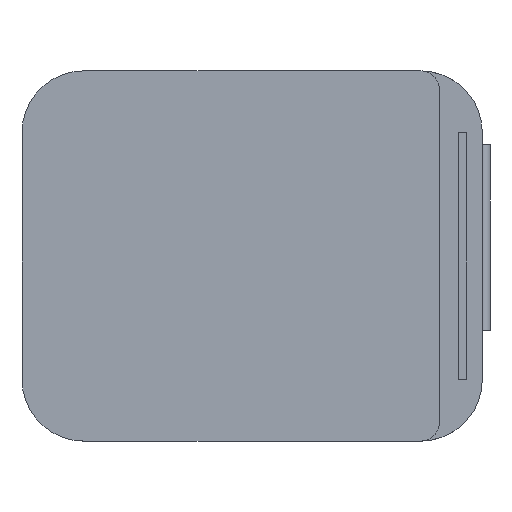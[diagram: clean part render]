
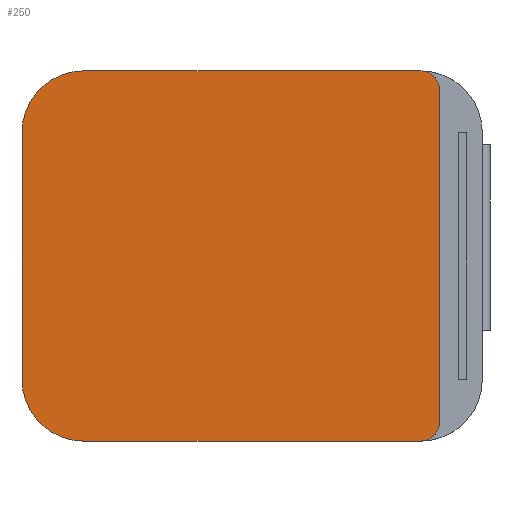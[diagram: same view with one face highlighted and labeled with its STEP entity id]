
A CAD part, top view. The second image highlights one B-rep face of the part: STEP entity #250.
In plain terms, the highlighted planar face has unit normal (0, 0, 1).
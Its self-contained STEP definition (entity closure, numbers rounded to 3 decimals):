
#103 = VERTEX_POINT('',#104);
#104 = CARTESIAN_POINT('',(13.681,-15.,1.8));
#110 = EDGE_CURVE('',#111,#103,#113,.T.);
#111 = VERTEX_POINT('',#112);
#112 = CARTESIAN_POINT('',(13.65,-15.,1.8));
#113 = CIRCLE('',#114,5.);
#114 = AXIS2_PLACEMENT_3D('',#115,#116,#117);
#115 = CARTESIAN_POINT('',(13.65,-10.,1.8));
#116 = DIRECTION('',(0.,0.,1.));
#117 = DIRECTION('',(1.,0.,-0.));
#143 = EDGE_CURVE('',#144,#111,#146,.T.);
#144 = VERTEX_POINT('',#145);
#145 = CARTESIAN_POINT('',(-13.65,-15.,1.8));
#146 = LINE('',#147,#148);
#147 = CARTESIAN_POINT('',(-18.65,-15.,1.8));
#148 = VECTOR('',#149,1.);
#149 = DIRECTION('',(1.,0.,0.));
#185 = VERTEX_POINT('',#186);
#186 = CARTESIAN_POINT('',(-13.65,15.,1.8));
#192 = EDGE_CURVE('',#193,#185,#195,.T.);
#193 = VERTEX_POINT('',#194);
#194 = CARTESIAN_POINT('',(13.65,15.,1.8));
#195 = LINE('',#196,#197);
#196 = CARTESIAN_POINT('',(18.65,15.,1.8));
#197 = VECTOR('',#198,1.);
#198 = DIRECTION('',(-1.,0.,0.));
#225 = VERTEX_POINT('',#226);
#226 = CARTESIAN_POINT('',(-18.65,-10.,1.8));
#232 = EDGE_CURVE('',#233,#225,#235,.T.);
#233 = VERTEX_POINT('',#234);
#234 = CARTESIAN_POINT('',(-18.65,10.,1.8));
#235 = LINE('',#236,#237);
#236 = CARTESIAN_POINT('',(-18.65,15.,1.8));
#237 = VECTOR('',#238,1.);
#238 = DIRECTION('',(0.,-1.,0.));
#250 = ADVANCED_FACE('',(#251),#304,.T.);
#251 = FACE_BOUND('',#252,.T.);
#252 = EDGE_LOOP('',(#253,#263,#272,#279,#280,#287,#288,#295,#296,#297)
  );
#253 = ORIENTED_EDGE('',*,*,#254,.F.);
#254 = EDGE_CURVE('',#255,#257,#259,.T.);
#255 = VERTEX_POINT('',#256);
#256 = CARTESIAN_POINT('',(15.172,13.5,1.8));
#257 = VERTEX_POINT('',#258);
#258 = CARTESIAN_POINT('',(15.172,-13.5,1.8));
#259 = LINE('',#260,#261);
#260 = CARTESIAN_POINT('',(15.172,14.763,1.8));
#261 = VECTOR('',#262,1.);
#262 = DIRECTION('',(0.,-1.,0.));
#263 = ORIENTED_EDGE('',*,*,#264,.T.);
#264 = EDGE_CURVE('',#255,#265,#267,.T.);
#265 = VERTEX_POINT('',#266);
#266 = CARTESIAN_POINT('',(13.681,15.,1.8));
#267 = CIRCLE('',#268,1.5);
#268 = AXIS2_PLACEMENT_3D('',#269,#270,#271);
#269 = CARTESIAN_POINT('',(13.672,13.5,1.8));
#270 = DIRECTION('',(0.,0.,1.));
#271 = DIRECTION('',(1.,0.,-0.));
#272 = ORIENTED_EDGE('',*,*,#273,.T.);
#273 = EDGE_CURVE('',#265,#193,#274,.T.);
#274 = CIRCLE('',#275,5.);
#275 = AXIS2_PLACEMENT_3D('',#276,#277,#278);
#276 = CARTESIAN_POINT('',(13.65,10.,1.8));
#277 = DIRECTION('',(0.,0.,1.));
#278 = DIRECTION('',(1.,0.,-0.));
#279 = ORIENTED_EDGE('',*,*,#192,.T.);
#280 = ORIENTED_EDGE('',*,*,#281,.T.);
#281 = EDGE_CURVE('',#185,#233,#282,.T.);
#282 = CIRCLE('',#283,5.);
#283 = AXIS2_PLACEMENT_3D('',#284,#285,#286);
#284 = CARTESIAN_POINT('',(-13.65,10.,1.8));
#285 = DIRECTION('',(0.,0.,1.));
#286 = DIRECTION('',(1.,0.,-0.));
#287 = ORIENTED_EDGE('',*,*,#232,.T.);
#288 = ORIENTED_EDGE('',*,*,#289,.T.);
#289 = EDGE_CURVE('',#225,#144,#290,.T.);
#290 = CIRCLE('',#291,5.);
#291 = AXIS2_PLACEMENT_3D('',#292,#293,#294);
#292 = CARTESIAN_POINT('',(-13.65,-10.,1.8));
#293 = DIRECTION('',(0.,0.,1.));
#294 = DIRECTION('',(1.,0.,-0.));
#295 = ORIENTED_EDGE('',*,*,#143,.T.);
#296 = ORIENTED_EDGE('',*,*,#110,.T.);
#297 = ORIENTED_EDGE('',*,*,#298,.T.);
#298 = EDGE_CURVE('',#103,#257,#299,.T.);
#299 = CIRCLE('',#300,1.5);
#300 = AXIS2_PLACEMENT_3D('',#301,#302,#303);
#301 = CARTESIAN_POINT('',(13.672,-13.5,1.8));
#302 = DIRECTION('',(0.,0.,1.));
#303 = DIRECTION('',(1.,0.,-0.));
#304 = PLANE('',#305);
#305 = AXIS2_PLACEMENT_3D('',#306,#307,#308);
#306 = CARTESIAN_POINT('',(0.,0.,1.8));
#307 = DIRECTION('',(0.,0.,1.));
#308 = DIRECTION('',(1.,0.,-0.));
